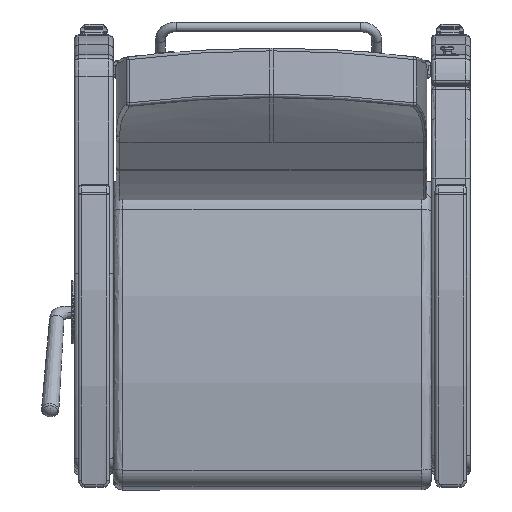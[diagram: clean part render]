
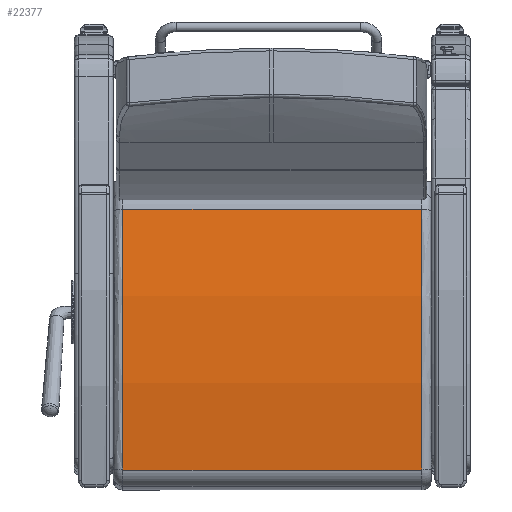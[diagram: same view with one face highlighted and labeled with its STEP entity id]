
A CAD part, front view. The second image highlights one B-rep face of the part: STEP entity #22377.
In plain terms, the highlighted free-form (B-spline) face has degree [1, 2] with [2, 3] control points.
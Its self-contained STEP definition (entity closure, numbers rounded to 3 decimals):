
#770=(
BOUNDED_SURFACE()
B_SPLINE_SURFACE(1,2,((#34098,#34099,#34100),(#34101,#34102,#34103)),
 .UNSPECIFIED.,.F.,.F.,.F.)
B_SPLINE_SURFACE_WITH_KNOTS((2,2),(3,3),(-0.193,0.193),
(1.362,1.699),.UNSPECIFIED.)
GEOMETRIC_REPRESENTATION_ITEM()
RATIONAL_B_SPLINE_SURFACE(((1.,0.986,1.),(1.,0.986,
1.)))
REPRESENTATION_ITEM('')
SURFACE()
);
#1352=ELLIPSE('',#24136,60.054,60.);
#1362=ELLIPSE('',#24164,60.054,60.);
#2401=FACE_OUTER_BOUND('',#3748,.T.);
#3748=EDGE_LOOP('',(#15611,#15612,#15613,#15614));
#5267=LINE('',#34096,#6833);
#5268=LINE('',#34105,#6834);
#6833=VECTOR('',#26982,0.394);
#6834=VECTOR('',#26985,0.394);
#9699=VERTEX_POINT('',#33888);
#9700=VERTEX_POINT('',#33889);
#9725=VERTEX_POINT('',#34095);
#9726=VERTEX_POINT('',#34104);
#12068=EDGE_CURVE('',#9699,#9700,#1352,.T.);
#12106=EDGE_CURVE('',#9700,#9725,#5267,.T.);
#12108=EDGE_CURVE('',#9699,#9726,#5268,.T.);
#12109=EDGE_CURVE('',#9725,#9726,#1362,.T.);
#15611=ORIENTED_EDGE('',*,*,#12068,.F.);
#15612=ORIENTED_EDGE('',*,*,#12108,.T.);
#15613=ORIENTED_EDGE('',*,*,#12109,.F.);
#15614=ORIENTED_EDGE('',*,*,#12106,.F.);
#22377=ADVANCED_FACE('',(#2401),#770,.F.);
#24136=AXIS2_PLACEMENT_3D('',#33890,#26914,#26915);
#24164=AXIS2_PLACEMENT_3D('',#34106,#26986,#26987);
#26914=DIRECTION('center_axis',(0.,0.,-1.));
#26915=DIRECTION('ref_axis',(1.,0.,0.));
#26982=DIRECTION('',(0.,0.,1.));
#26985=DIRECTION('',(0.,0.,1.));
#26986=DIRECTION('center_axis',(0.,0.,1.));
#26987=DIRECTION('ref_axis',(1.,0.,0.));
#33888=CARTESIAN_POINT('',(-10.045,1.256,-11.563));
#33889=CARTESIAN_POINT('',(10.111,0.445,-11.563));
#33890=CARTESIAN_POINT('Origin',(-2.35,-58.249,-11.563));
#34095=CARTESIAN_POINT('',(10.111,0.445,11.563));
#34096=CARTESIAN_POINT('',(10.111,0.445,0.));
#34098=CARTESIAN_POINT('Ctrl Pts',(10.111,0.445,-11.563));
#34099=CARTESIAN_POINT('Ctrl Pts',(0.103,2.566,-11.563));
#34100=CARTESIAN_POINT('Ctrl Pts',(-10.045,1.256,-11.563));
#34101=CARTESIAN_POINT('Ctrl Pts',(10.111,0.445,11.563));
#34102=CARTESIAN_POINT('Ctrl Pts',(0.103,2.566,11.563));
#34103=CARTESIAN_POINT('Ctrl Pts',(-10.045,1.256,11.563));
#34104=CARTESIAN_POINT('',(-10.045,1.256,11.563));
#34105=CARTESIAN_POINT('',(-10.045,1.256,0.));
#34106=CARTESIAN_POINT('Origin',(-2.35,-58.249,11.563));
